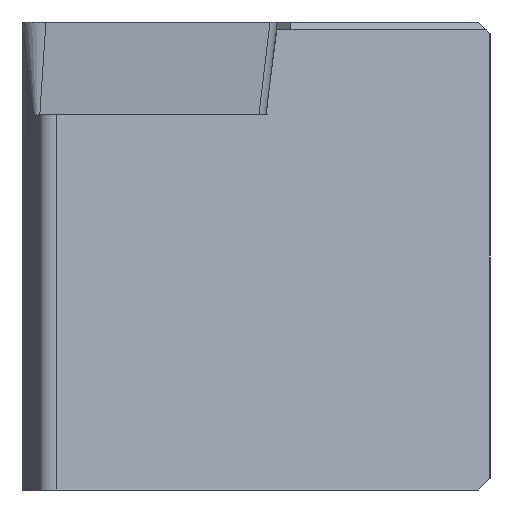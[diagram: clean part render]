
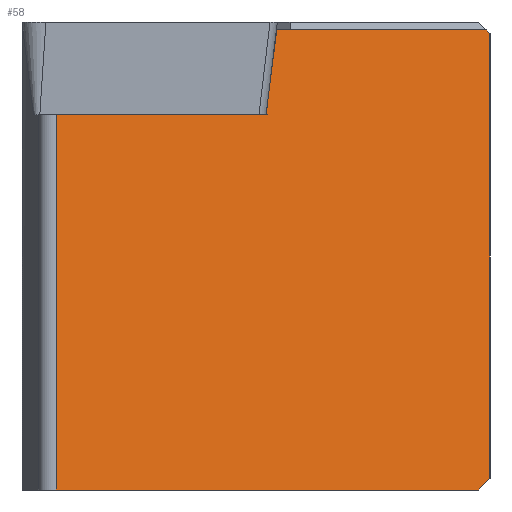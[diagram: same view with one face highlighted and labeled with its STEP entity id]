
A CAD part, left-side view. The second image highlights one B-rep face of the part: STEP entity #58.
In plain terms, the highlighted planar face has unit normal (-0.848, -0.53, 0).
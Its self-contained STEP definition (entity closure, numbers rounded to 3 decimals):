
#58=ADVANCED_FACE('',(#116),#89,.F.);
#89=PLANE('',#588);
#116=FACE_OUTER_BOUND('',#148,.T.);
#148=EDGE_LOOP('',(#202,#203,#204,#205,#206,#207,#208,#209));
#202=ORIENTED_EDGE('',*,*,#397,.F.);
#203=ORIENTED_EDGE('',*,*,#398,.F.);
#204=ORIENTED_EDGE('',*,*,#396,.F.);
#205=ORIENTED_EDGE('',*,*,#399,.F.);
#206=ORIENTED_EDGE('',*,*,#400,.F.);
#207=ORIENTED_EDGE('',*,*,#401,.F.);
#208=ORIENTED_EDGE('',*,*,#402,.F.);
#209=ORIENTED_EDGE('',*,*,#383,.F.);
#336=VERTEX_POINT('',#784);
#337=VERTEX_POINT('',#786);
#346=VERTEX_POINT('',#808);
#347=VERTEX_POINT('',#810);
#348=VERTEX_POINT('',#814);
#349=VERTEX_POINT('',#817);
#350=VERTEX_POINT('',#819);
#351=VERTEX_POINT('',#821);
#383=EDGE_CURVE('',#336,#337,#458,.T.);
#396=EDGE_CURVE('',#347,#346,#468,.T.);
#397=EDGE_CURVE('',#348,#336,#469,.T.);
#398=EDGE_CURVE('',#346,#348,#470,.T.);
#399=EDGE_CURVE('',#349,#347,#471,.T.);
#400=EDGE_CURVE('',#350,#349,#472,.T.);
#401=EDGE_CURVE('',#351,#350,#473,.T.);
#402=EDGE_CURVE('',#337,#351,#474,.T.);
#458=LINE('',#785,#520);
#468=LINE('',#811,#530);
#469=LINE('',#813,#531);
#470=LINE('',#815,#532);
#471=LINE('',#816,#533);
#472=LINE('',#818,#534);
#473=LINE('',#820,#535);
#474=LINE('',#822,#536);
#520=VECTOR('',#630,1.);
#530=VECTOR('',#650,1.);
#531=VECTOR('',#653,1.);
#532=VECTOR('',#654,1.);
#533=VECTOR('',#655,1.);
#534=VECTOR('',#656,1.);
#535=VECTOR('',#657,1.);
#536=VECTOR('',#658,1.);
#588=AXIS2_PLACEMENT_3D('',#823,#659,#660);
#630=DIRECTION('',(0.53,-0.848,0.));
#650=DIRECTION('',(0.,0.,1.));
#653=DIRECTION('',(0.079,-0.126,0.989));
#654=DIRECTION('',(0.53,-0.848,0.));
#655=DIRECTION('',(-0.53,0.848,0.));
#656=DIRECTION('',(-0.404,0.647,-0.647));
#657=DIRECTION('',(0.,0.,-1.));
#658=DIRECTION('',(0.404,-0.647,-0.647));
#659=DIRECTION('',(0.848,0.53,0.));
#660=DIRECTION('',(0.53,-0.848,0.));
#784=CARTESIAN_POINT('',(4.224,5.466,-0.2));
#785=CARTESIAN_POINT('',(0.691,11.12,-0.2));
#786=CARTESIAN_POINT('',(7.577,0.1,-0.2));
#808=CARTESIAN_POINT('',(0.691,11.12,-2.38));
#810=CARTESIAN_POINT('',(0.691,11.12,-12.));
#811=CARTESIAN_POINT('',(0.691,11.12,-30.));
#813=CARTESIAN_POINT('',(1.832,9.295,-30.323));
#814=CARTESIAN_POINT('',(4.051,5.743,-2.38));
#815=CARTESIAN_POINT('',(0.691,11.12,-2.38));
#816=CARTESIAN_POINT('',(0.691,11.12,-12.));
#817=CARTESIAN_POINT('',(7.452,0.3,-12.));
#818=CARTESIAN_POINT('',(-1.186,14.124,-25.824));
#819=CARTESIAN_POINT('',(7.64,0.,-11.7));
#820=CARTESIAN_POINT('',(7.64,0.,-30.));
#821=CARTESIAN_POINT('',(7.64,0.,-0.3));
#822=CARTESIAN_POINT('',(11.362,-5.956,-6.256));
#823=CARTESIAN_POINT('',(0.691,11.12,-30.));
